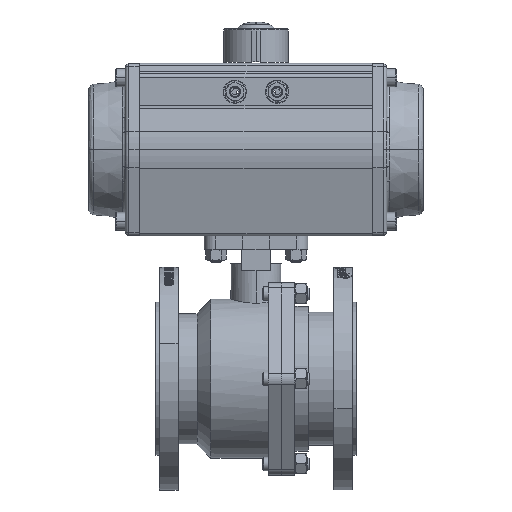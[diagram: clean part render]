
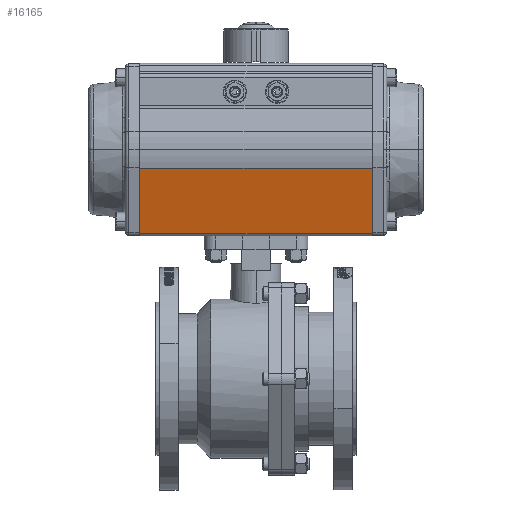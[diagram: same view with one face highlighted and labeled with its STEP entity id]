
A CAD part, left-side view. The second image highlights one B-rep face of the part: STEP entity #16165.
In plain terms, the highlighted planar face has unit normal (0.969, 0, 0.246).
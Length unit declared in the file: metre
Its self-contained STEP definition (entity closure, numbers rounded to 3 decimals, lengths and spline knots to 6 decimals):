
#2774 = CARTESIAN_POINT ( 'NONE',  ( -0.064991, 0.134151, 0.404029 ) ) ;
#3052 = DIRECTION ( 'NONE',  ( -0.246, 0., 0.969 ) ) ;
#5159 = LINE ( 'NONE', #13950, #24088 ) ;
#13950 = CARTESIAN_POINT ( 'NONE',  ( -0.064918, -0.074849, 0.404029 ) ) ;
#15040 = DIRECTION ( 'NONE',  ( 0., -1., 0. ) ) ;
#15554 = VECTOR ( 'NONE', #3052, 1. ) ;
#16165 = ADVANCED_FACE ( 'NONE', ( #60080 ), #69377, .T. ) ;
#16858 = DIRECTION ( 'NONE',  ( 0.246, 0., -0.969 ) ) ;
#17381 = CARTESIAN_POINT ( 'NONE',  ( -0.050058, -0.074844, 0.345367 ) ) ;
#24088 = VECTOR ( 'NONE', #15040, 1. ) ;
#26479 = DIRECTION ( 'NONE',  ( 0.246, 0., -0.969 ) ) ;
#27721 = CARTESIAN_POINT ( 'NONE',  ( -0.050131, 0.134156, 0.345367 ) ) ;
#27746 = DIRECTION ( 'NONE',  ( 0.969, 0., 0.246 ) ) ;
#30038 = DIRECTION ( 'NONE',  ( 0., 1., 0. ) ) ;
#35416 = CARTESIAN_POINT ( 'NONE',  ( -0.050131, 0.134156, 0.345367 ) ) ;
#36870 = VECTOR ( 'NONE', #26479, 1. ) ;
#37756 = EDGE_CURVE ( 'NONE', #57472, #48237, #5159, .T. ) ;
#39683 = VERTEX_POINT ( 'NONE', #106998 ) ;
#44115 = EDGE_CURVE ( 'NONE', #39683, #84301, #80884, .T. ) ;
#48237 = VERTEX_POINT ( 'NONE', #67298 ) ;
#55205 = CARTESIAN_POINT ( 'NONE',  ( -0.050058, -0.074844, 0.345367 ) ) ;
#57472 = VERTEX_POINT ( 'NONE', #2774 ) ;
#58290 = CARTESIAN_POINT ( 'NONE',  ( -0.050058, -0.074844, 0.345367 ) ) ;
#58629 = ORIENTED_EDGE ( 'NONE', *, *, #44115, .T. ) ;
#60080 = FACE_OUTER_BOUND ( 'NONE', #73490, .T. ) ;
#61776 = VECTOR ( 'NONE', #30038, 1. ) ;
#67298 = CARTESIAN_POINT ( 'NONE',  ( -0.064918, -0.074849, 0.404029 ) ) ;
#68085 = LINE ( 'NONE', #58290, #36870 ) ;
#68255 = LINE ( 'NONE', #27721, #15554 ) ;
#68691 = AXIS2_PLACEMENT_3D ( 'NONE', #17381, #27746, #16858 ) ;
#69377 = PLANE ( 'NONE',  #68691 ) ;
#73490 = EDGE_LOOP ( 'NONE', ( #58629, #86589, #79501, #108027 ) ) ;
#79501 = ORIENTED_EDGE ( 'NONE', *, *, #37756, .T. ) ;
#80884 = LINE ( 'NONE', #55205, #61776 ) ;
#84301 = VERTEX_POINT ( 'NONE', #35416 ) ;
#86022 = EDGE_CURVE ( 'NONE', #48237, #39683, #68085, .T. ) ;
#86589 = ORIENTED_EDGE ( 'NONE', *, *, #95087, .T. ) ;
#95087 = EDGE_CURVE ( 'NONE', #84301, #57472, #68255, .T. ) ;
#106998 = CARTESIAN_POINT ( 'NONE',  ( -0.050058, -0.074844, 0.345367 ) ) ;
#108027 = ORIENTED_EDGE ( 'NONE', *, *, #86022, .T. ) ;
